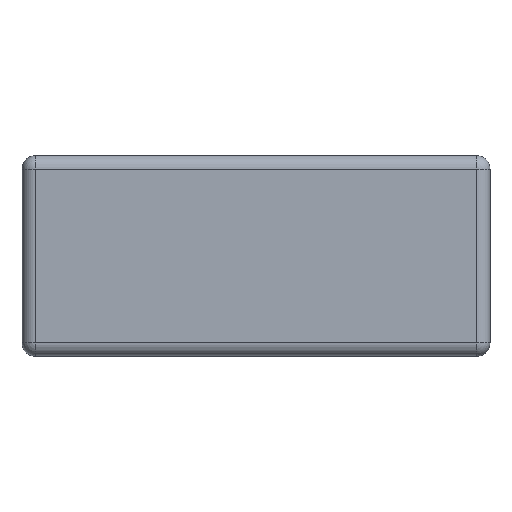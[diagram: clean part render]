
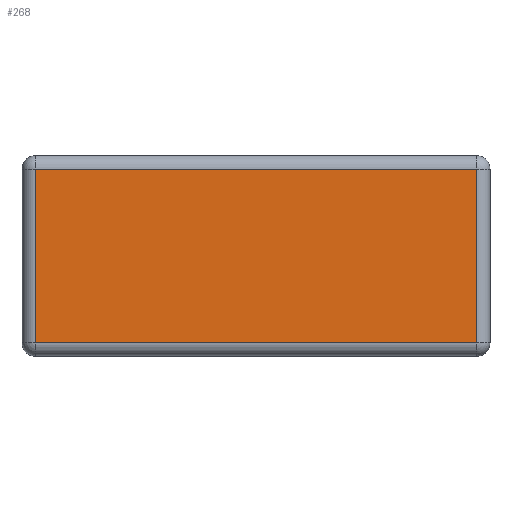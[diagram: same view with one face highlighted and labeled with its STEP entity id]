
A CAD part, top view. The second image highlights one B-rep face of the part: STEP entity #268.
In plain terms, the highlighted planar face has unit normal (0, 0, 1).
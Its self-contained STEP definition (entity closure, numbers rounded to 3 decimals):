
#268 = ADVANCED_FACE( '', ( #547 ), #548, .T. );
#547 = FACE_OUTER_BOUND( '', #820, .T. );
#548 = PLANE( '', #821 );
#820 = EDGE_LOOP( '', ( #1521, #1522, #1523, #1524 ) );
#821 = AXIS2_PLACEMENT_3D( '', #1525, #1526, #1527 );
#1521 = ORIENTED_EDGE( '', *, *, #1572, .T. );
#1522 = ORIENTED_EDGE( '', *, *, #1824, .T. );
#1523 = ORIENTED_EDGE( '', *, *, #1733, .T. );
#1524 = ORIENTED_EDGE( '', *, *, #1792, .T. );
#1525 = CARTESIAN_POINT( '', ( 0., 0., 16. ) );
#1526 = DIRECTION( '', ( 0., 0., 1. ) );
#1527 = DIRECTION( '', ( 1., 0., 0. ) );
#1572 = EDGE_CURVE( '', #1859, #1837, #1863, .T. );
#1733 = EDGE_CURVE( '', #2119, #2016, #2120, .T. );
#1792 = EDGE_CURVE( '', #2016, #1859, #2189, .T. );
#1824 = EDGE_CURVE( '', #1837, #2119, #2224, .T. );
#1837 = VERTEX_POINT( '', #2240 );
#1859 = VERTEX_POINT( '', #2269 );
#1863 = LINE( '', #2274, #2275 );
#2016 = VERTEX_POINT( '', #2492 );
#2119 = VERTEX_POINT( '', #2639 );
#2120 = LINE( '', #2640, #2641 );
#2189 = LINE( '', #2737, #2738 );
#2224 = LINE( '', #2783, #2784 );
#2240 = CARTESIAN_POINT( '', ( 16.5, 6.5, 16. ) );
#2269 = CARTESIAN_POINT( '', ( 16.5, -6.5, 16. ) );
#2274 = CARTESIAN_POINT( '', ( 16.5, 7.5, 16. ) );
#2275 = VECTOR( '', #2811, 1000. );
#2492 = CARTESIAN_POINT( '', ( -16.5, -6.5, 16. ) );
#2639 = CARTESIAN_POINT( '', ( -16.5, 6.5, 16. ) );
#2640 = CARTESIAN_POINT( '', ( -16.5, -7.5, 16. ) );
#2641 = VECTOR( '', #2974, 1000. );
#2737 = CARTESIAN_POINT( '', ( 17.5, -6.5, 16. ) );
#2738 = VECTOR( '', #3029, 1000. );
#2783 = CARTESIAN_POINT( '', ( -17.5, 6.5, 16. ) );
#2784 = VECTOR( '', #3043, 1000. );
#2811 = DIRECTION( '', ( 0., 1., 0. ) );
#2974 = DIRECTION( '', ( 0., -1., 0. ) );
#3029 = DIRECTION( '', ( 1., 0., 0. ) );
#3043 = DIRECTION( '', ( -1., 0., 0. ) );
